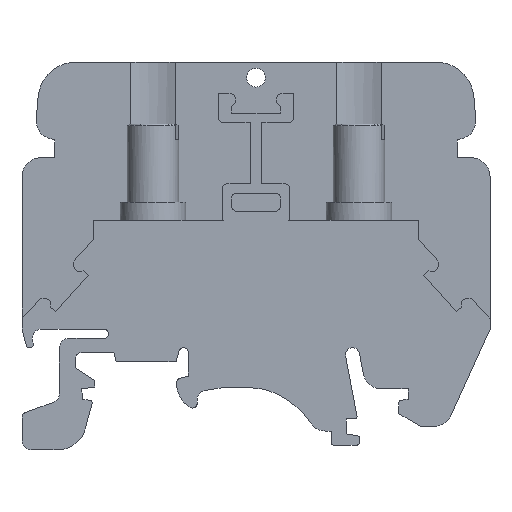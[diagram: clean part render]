
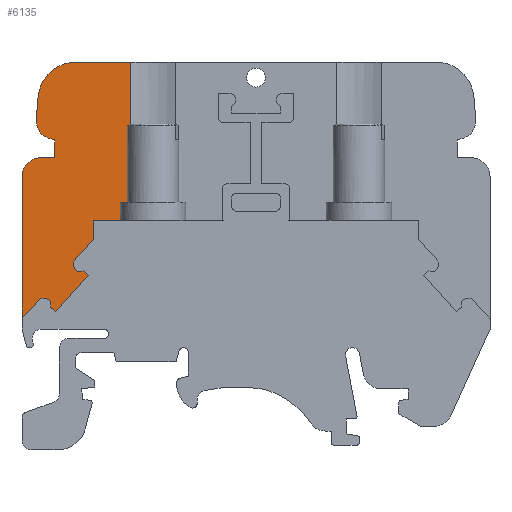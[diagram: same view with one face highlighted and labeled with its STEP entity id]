
A CAD part, front view. The second image highlights one B-rep face of the part: STEP entity #6135.
In plain terms, the highlighted planar face has unit normal (0, -1, 0).
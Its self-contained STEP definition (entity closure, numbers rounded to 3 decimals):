
#183=LINE('',#8356,#660);
#184=LINE('',#8359,#661);
#185=LINE('',#8361,#662);
#186=LINE('',#8363,#663);
#187=LINE('',#8367,#664);
#188=LINE('',#8371,#665);
#189=LINE('',#8373,#666);
#190=LINE('',#8375,#667);
#191=LINE('',#8379,#668);
#192=LINE('',#8381,#669);
#193=LINE('',#8383,#670);
#194=LINE('',#8387,#671);
#195=LINE('',#8389,#672);
#196=LINE('',#8391,#673);
#197=LINE('',#8393,#674);
#198=LINE('',#8395,#675);
#199=LINE('',#8397,#676);
#200=LINE('',#8399,#677);
#201=LINE('',#8403,#678);
#202=LINE('',#8405,#679);
#660=VECTOR('',#7009,1000.);
#661=VECTOR('',#7010,1000.);
#662=VECTOR('',#7011,1000.);
#663=VECTOR('',#7012,1000.);
#664=VECTOR('',#7015,1000.);
#665=VECTOR('',#7018,1000.);
#666=VECTOR('',#7019,1000.);
#667=VECTOR('',#7020,1000.);
#668=VECTOR('',#7023,1000.);
#669=VECTOR('',#7024,1000.);
#670=VECTOR('',#7025,1000.);
#671=VECTOR('',#7028,1000.);
#672=VECTOR('',#7029,1000.);
#673=VECTOR('',#7030,1000.);
#674=VECTOR('',#7031,1000.);
#675=VECTOR('',#7032,1000.);
#676=VECTOR('',#7033,1000.);
#677=VECTOR('',#7034,1000.);
#678=VECTOR('',#7037,1000.);
#679=VECTOR('',#7038,1000.);
#1283=ORIENTED_EDGE('',*,*,#2497,.F.);
#1284=ORIENTED_EDGE('',*,*,#2498,.F.);
#1285=ORIENTED_EDGE('',*,*,#2499,.T.);
#1286=ORIENTED_EDGE('',*,*,#2500,.T.);
#1287=ORIENTED_EDGE('',*,*,#2501,.T.);
#1288=ORIENTED_EDGE('',*,*,#2502,.T.);
#1289=ORIENTED_EDGE('',*,*,#2503,.T.);
#1290=ORIENTED_EDGE('',*,*,#2504,.T.);
#1291=ORIENTED_EDGE('',*,*,#2505,.T.);
#1292=ORIENTED_EDGE('',*,*,#2506,.T.);
#1293=ORIENTED_EDGE('',*,*,#2507,.T.);
#1294=ORIENTED_EDGE('',*,*,#2508,.T.);
#1295=ORIENTED_EDGE('',*,*,#2509,.T.);
#1296=ORIENTED_EDGE('',*,*,#2510,.T.);
#1297=ORIENTED_EDGE('',*,*,#2511,.F.);
#1298=ORIENTED_EDGE('',*,*,#2512,.F.);
#1299=ORIENTED_EDGE('',*,*,#2513,.F.);
#1300=ORIENTED_EDGE('',*,*,#2514,.F.);
#1301=ORIENTED_EDGE('',*,*,#2515,.F.);
#1302=ORIENTED_EDGE('',*,*,#2516,.F.);
#1303=ORIENTED_EDGE('',*,*,#2517,.F.);
#1304=ORIENTED_EDGE('',*,*,#2518,.F.);
#1305=ORIENTED_EDGE('',*,*,#2519,.F.);
#1306=ORIENTED_EDGE('',*,*,#2520,.T.);
#1307=ORIENTED_EDGE('',*,*,#2521,.T.);
#2497=EDGE_CURVE('',#3118,#3119,#183,.T.);
#2498=EDGE_CURVE('',#3120,#3118,#184,.T.);
#2499=EDGE_CURVE('',#3120,#3121,#185,.T.);
#2500=EDGE_CURVE('',#3121,#3122,#186,.T.);
#2501=EDGE_CURVE('',#3122,#3123,#3518,.T.);
#2502=EDGE_CURVE('',#3123,#3124,#187,.T.);
#2503=EDGE_CURVE('',#3124,#3125,#3519,.T.);
#2504=EDGE_CURVE('',#3125,#3126,#188,.T.);
#2505=EDGE_CURVE('',#3126,#3127,#189,.T.);
#2506=EDGE_CURVE('',#3127,#3128,#190,.T.);
#2507=EDGE_CURVE('',#3128,#3129,#3520,.T.);
#2508=EDGE_CURVE('',#3129,#3130,#191,.T.);
#2509=EDGE_CURVE('',#3130,#3131,#192,.T.);
#2510=EDGE_CURVE('',#3131,#3132,#193,.T.);
#2511=EDGE_CURVE('',#3133,#3132,#3521,.T.);
#2512=EDGE_CURVE('',#3134,#3133,#194,.T.);
#2513=EDGE_CURVE('',#3135,#3134,#195,.T.);
#2514=EDGE_CURVE('',#3136,#3135,#196,.T.);
#2515=EDGE_CURVE('',#3137,#3136,#197,.T.);
#2516=EDGE_CURVE('',#3138,#3137,#198,.T.);
#2517=EDGE_CURVE('',#3139,#3138,#199,.T.);
#2518=EDGE_CURVE('',#3140,#3139,#200,.T.);
#2519=EDGE_CURVE('',#3141,#3140,#3522,.T.);
#2520=EDGE_CURVE('',#3141,#3142,#201,.T.);
#2521=EDGE_CURVE('',#3142,#3119,#202,.T.);
#3118=VERTEX_POINT('',#8357);
#3119=VERTEX_POINT('',#8358);
#3120=VERTEX_POINT('',#8360);
#3121=VERTEX_POINT('',#8362);
#3122=VERTEX_POINT('',#8364);
#3123=VERTEX_POINT('',#8366);
#3124=VERTEX_POINT('',#8368);
#3125=VERTEX_POINT('',#8370);
#3126=VERTEX_POINT('',#8372);
#3127=VERTEX_POINT('',#8374);
#3128=VERTEX_POINT('',#8376);
#3129=VERTEX_POINT('',#8378);
#3130=VERTEX_POINT('',#8380);
#3131=VERTEX_POINT('',#8382);
#3132=VERTEX_POINT('',#8384);
#3133=VERTEX_POINT('',#8386);
#3134=VERTEX_POINT('',#8388);
#3135=VERTEX_POINT('',#8390);
#3136=VERTEX_POINT('',#8392);
#3137=VERTEX_POINT('',#8394);
#3138=VERTEX_POINT('',#8396);
#3139=VERTEX_POINT('',#8398);
#3140=VERTEX_POINT('',#8400);
#3141=VERTEX_POINT('',#8402);
#3142=VERTEX_POINT('',#8404);
#3518=CIRCLE('',#6439,4.);
#3519=CIRCLE('',#6440,2.);
#3520=CIRCLE('',#6441,2.);
#3521=CIRCLE('',#6442,0.75);
#3522=CIRCLE('',#6443,0.75);
#3698=EDGE_LOOP('',(#1283,#1284,#1285,#1286,#1287,#1288,#1289,#1290,#1291,
#1292,#1293,#1294,#1295,#1296,#1297,#1298,#1299,#1300,#1301,#1302,#1303,
#1304,#1305,#1306,#1307));
#3973=FACE_BOUND('',#3698,.T.);
#4216=PLANE('',#6438);
#6135=ADVANCED_FACE('',(#3973),#4216,.T.);
#6438=AXIS2_PLACEMENT_3D('',#8355,#7007,#7008);
#6439=AXIS2_PLACEMENT_3D('',#8365,#7013,#7014);
#6440=AXIS2_PLACEMENT_3D('',#8369,#7016,#7017);
#6441=AXIS2_PLACEMENT_3D('',#8377,#7021,#7022);
#6442=AXIS2_PLACEMENT_3D('',#8385,#7026,#7027);
#6443=AXIS2_PLACEMENT_3D('',#8401,#7035,#7036);
#7007=DIRECTION('',(0.,-1.,0.));
#7008=DIRECTION('',(0.,0.,-1.));
#7009=DIRECTION('',(0.,0.,-1.));
#7010=DIRECTION('',(-1.,0.,0.));
#7011=DIRECTION('',(0.,0.,1.));
#7012=DIRECTION('',(-1.,0.,0.));
#7013=DIRECTION('',(0.,-1.,0.));
#7014=DIRECTION('',(1.,0.,0.));
#7015=DIRECTION('',(-0.087,0.,-0.996));
#7016=DIRECTION('',(0.,-1.,0.));
#7017=DIRECTION('',(1.,0.,0.));
#7018=DIRECTION('',(0.966,0.,-0.259));
#7019=DIRECTION('',(0.,0.,-1.));
#7020=DIRECTION('',(-1.,0.,0.));
#7021=DIRECTION('',(0.,-1.,0.));
#7022=DIRECTION('',(1.,0.,0.));
#7023=DIRECTION('',(0.,0.,-1.));
#7024=DIRECTION('',(0.668,0.,0.744));
#7025=DIRECTION('',(0.744,0.,-0.668));
#7026=DIRECTION('',(0.,-1.,0.));
#7027=DIRECTION('',(1.,0.,0.));
#7028=DIRECTION('',(-0.744,0.,0.668));
#7029=DIRECTION('',(0.033,0.,0.999));
#7030=DIRECTION('',(-0.744,0.,0.668));
#7031=DIRECTION('',(-0.668,0.,-0.744));
#7032=DIRECTION('',(0.744,0.,-0.668));
#7033=DIRECTION('',(0.99,0.,0.14));
#7034=DIRECTION('',(0.744,0.,-0.668));
#7035=DIRECTION('',(0.,-1.,0.));
#7036=DIRECTION('',(1.,0.,0.));
#7037=DIRECTION('',(-0.744,0.,0.668));
#7038=DIRECTION('',(0.668,0.,0.744));
#8355=CARTESIAN_POINT('',(-18.928,-1.5,17.374));
#8356=CARTESIAN_POINT('',(-17.001,-1.5,2.441));
#8357=CARTESIAN_POINT('',(-17.001,-1.5,4.474));
#8358=CARTESIAN_POINT('',(-17.001,-1.5,2.441));
#8359=CARTESIAN_POINT('',(-15.539,-1.5,4.474));
#8360=CARTESIAN_POINT('',(-13.037,-1.5,4.474));
#8361=CARTESIAN_POINT('',(-13.037,-1.5,4.474));
#8362=CARTESIAN_POINT('',(-13.037,-1.5,21.374));
#8363=CARTESIAN_POINT('',(-18.928,-1.5,21.374));
#8364=CARTESIAN_POINT('',(-18.928,-1.5,21.374));
#8365=CARTESIAN_POINT('',(-18.928,-1.5,17.374));
#8366=CARTESIAN_POINT('',(-22.913,-1.5,17.723));
#8367=CARTESIAN_POINT('',(-22.913,-1.5,17.723));
#8368=CARTESIAN_POINT('',(-23.139,-1.5,15.145));
#8369=CARTESIAN_POINT('',(-21.139,-1.5,15.145));
#8370=CARTESIAN_POINT('',(-21.656,-1.5,13.213));
#8371=CARTESIAN_POINT('',(-21.139,-1.5,13.074));
#8372=CARTESIAN_POINT('',(-21.139,-1.5,13.074));
#8373=CARTESIAN_POINT('',(-21.139,-1.5,13.074));
#8374=CARTESIAN_POINT('',(-21.139,-1.5,11.174));
#8375=CARTESIAN_POINT('',(-21.139,-1.5,11.174));
#8376=CARTESIAN_POINT('',(-22.639,-1.5,11.174));
#8377=CARTESIAN_POINT('',(-22.639,-1.5,9.174));
#8378=CARTESIAN_POINT('',(-24.639,-1.5,9.174));
#8379=CARTESIAN_POINT('',(-24.639,-1.5,9.174));
#8380=CARTESIAN_POINT('',(-24.639,-1.5,-6.062));
#8381=CARTESIAN_POINT('',(-17.001,-1.5,2.441));
#8382=CARTESIAN_POINT('',(-22.846,-1.5,-4.065));
#8383=CARTESIAN_POINT('',(-26.565,-1.5,-0.724));
#8384=CARTESIAN_POINT('',(-22.845,-1.5,-4.065));
#8385=CARTESIAN_POINT('',(-22.287,-1.5,-4.567));
#8386=CARTESIAN_POINT('',(-21.786,-1.5,-4.009));
#8387=CARTESIAN_POINT('',(-21.786,-1.5,-4.009));
#8388=CARTESIAN_POINT('',(-21.57,-1.5,-4.202));
#8389=CARTESIAN_POINT('',(-21.57,-1.5,-4.202));
#8390=CARTESIAN_POINT('',(-21.59,-1.5,-4.79));
#8391=CARTESIAN_POINT('',(-21.59,-1.5,-4.79));
#8392=CARTESIAN_POINT('',(-21.045,-1.5,-5.279));
#8393=CARTESIAN_POINT('',(-21.045,-1.5,-5.279));
#8394=CARTESIAN_POINT('',(-17.571,-1.5,-1.41));
#8395=CARTESIAN_POINT('',(-17.571,-1.5,-1.41));
#8396=CARTESIAN_POINT('',(-18.115,-1.5,-0.921));
#8397=CARTESIAN_POINT('',(-18.115,-1.5,-0.921));
#8398=CARTESIAN_POINT('',(-18.697,-1.5,-1.003));
#8399=CARTESIAN_POINT('',(-18.697,-1.5,-1.003));
#8400=CARTESIAN_POINT('',(-18.913,-1.5,-0.81));
#8401=CARTESIAN_POINT('',(-18.412,-1.5,-0.252));
#8402=CARTESIAN_POINT('',(-18.97,-1.5,0.249));
#8403=CARTESIAN_POINT('',(-22.689,-1.5,3.591));
#8404=CARTESIAN_POINT('',(-18.97,-1.5,0.25));
#8405=CARTESIAN_POINT('',(-17.001,-1.5,2.441));
